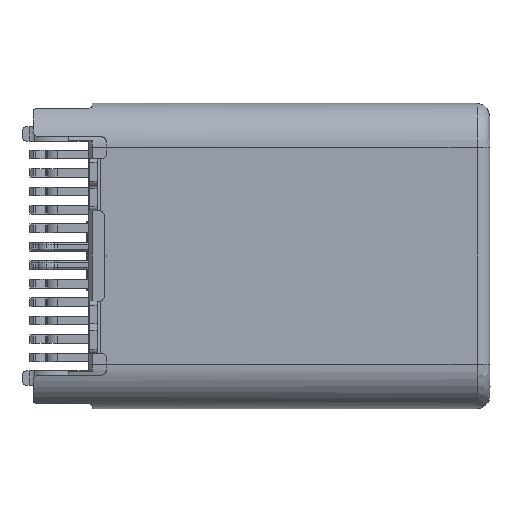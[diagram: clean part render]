
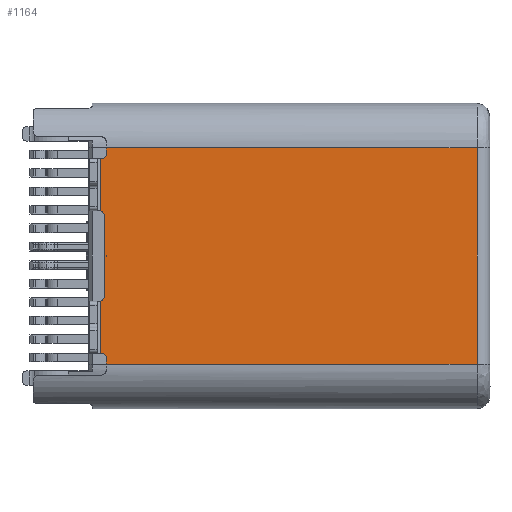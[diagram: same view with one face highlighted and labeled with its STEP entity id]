
A CAD part, front view. The second image highlights one B-rep face of the part: STEP entity #1164.
In plain terms, the highlighted planar face has unit normal (0, -1, 0).
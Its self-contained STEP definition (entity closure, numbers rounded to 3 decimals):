
#78 = LINE ( 'NONE', #37284, #21203 ) ;
#483 = DIRECTION ( 'NONE',  ( 0., 0., 1. ) ) ;
#731 = AXIS2_PLACEMENT_3D ( 'NONE', #885, #5182, #483 ) ;
#885 = CARTESIAN_POINT ( 'NONE',  ( -10.52, -1.2, -2.775 ) ) ;
#1164 = ADVANCED_FACE ( 'NONE', ( #35404 ), #41295, .T. ) ;
#1411 = LINE ( 'NONE', #50864, #51718 ) ;
#2138 = DIRECTION ( 'NONE',  ( 0., 0., -1. ) ) ;
#2199 = VERTEX_POINT ( 'NONE', #30464 ) ;
#2486 = VERTEX_POINT ( 'NONE', #24925 ) ;
#3040 = VECTOR ( 'NONE', #15208, 1000. ) ;
#3465 = AXIS2_PLACEMENT_3D ( 'NONE', #39562, #20368, #11432 ) ;
#4023 = VERTEX_POINT ( 'NONE', #29682 ) ;
#4609 = ORIENTED_EDGE ( 'NONE', *, *, #54474, .F. ) ;
#4629 = EDGE_CURVE ( 'NONE', #34418, #54546, #30433, .T. ) ;
#4873 = CARTESIAN_POINT ( 'NONE',  ( -10.35, -1.2, 2.925 ) ) ;
#5182 = DIRECTION ( 'NONE',  ( 0., 1., 0. ) ) ;
#5547 = EDGE_CURVE ( 'NONE', #50152, #2199, #1411, .T. ) ;
#5856 = CIRCLE ( 'NONE', #46700, 0.15 ) ;
#6052 = CARTESIAN_POINT ( 'NONE',  ( -10.37, -1.2, 2.925 ) ) ;
#6698 = VECTOR ( 'NONE', #51232, 1000. ) ;
#6832 = CARTESIAN_POINT ( 'NONE',  ( -10.37, -1.2, 0. ) ) ;
#7559 = VERTEX_POINT ( 'NONE', #44531 ) ;
#8229 = EDGE_CURVE ( 'NONE', #21907, #4023, #78, .T. ) ;
#8894 = CARTESIAN_POINT ( 'NONE',  ( -10.35, -1.2, 0. ) ) ;
#9959 = VECTOR ( 'NONE', #37043, 1000. ) ;
#10951 = VERTEX_POINT ( 'NONE', #36894 ) ;
#11092 = ORIENTED_EDGE ( 'NONE', *, *, #4629, .T. ) ;
#11432 = DIRECTION ( 'NONE',  ( 0., 0., 1. ) ) ;
#12090 = EDGE_CURVE ( 'NONE', #10951, #37555, #43578, .T. ) ;
#13891 = CARTESIAN_POINT ( 'NONE',  ( -10.57, -1.2, 1.075 ) ) ;
#14322 = LINE ( 'NONE', #6052, #55945 ) ;
#14386 = LINE ( 'NONE', #16589, #16506 ) ;
#14785 = EDGE_CURVE ( 'NONE', #7559, #10951, #35174, .T. ) ;
#15208 = DIRECTION ( 'NONE',  ( 0., 0., -1. ) ) ;
#15359 = EDGE_CURVE ( 'NONE', #26834, #23295, #14322, .T. ) ;
#15473 = EDGE_CURVE ( 'NONE', #16191, #35059, #14386, .T. ) ;
#15972 = DIRECTION ( 'NONE',  ( 0., 0., -1. ) ) ;
#16096 = VECTOR ( 'NONE', #42399, 1000. ) ;
#16191 = VERTEX_POINT ( 'NONE', #32398 ) ;
#16192 = EDGE_CURVE ( 'NONE', #42160, #50152, #57366, .T. ) ;
#16506 = VECTOR ( 'NONE', #2138, 1000. ) ;
#16589 = CARTESIAN_POINT ( 'NONE',  ( -10.42, -1.2, 2.925 ) ) ;
#17404 = VECTOR ( 'NONE', #50247, 1000. ) ;
#18679 = CARTESIAN_POINT ( 'NONE',  ( -10.52, -1.2, 1.216 ) ) ;
#18963 = ORIENTED_EDGE ( 'NONE', *, *, #49153, .T. ) ;
#19006 = CARTESIAN_POINT ( 'NONE',  ( -10.57, -1.2, -1.075 ) ) ;
#19327 = VECTOR ( 'NONE', #48375, 1000. ) ;
#19866 = ORIENTED_EDGE ( 'NONE', *, *, #60315, .T. ) ;
#20368 = DIRECTION ( 'NONE',  ( 0., 1., 0. ) ) ;
#21203 = VECTOR ( 'NONE', #28475, 1000. ) ;
#21522 = EDGE_LOOP ( 'NONE', ( #11092, #29717, #31131, #57073, #4609, #53088, #21896, #43708, #24718, #34062, #54714, #23109, #19866, #46980, #18963, #38004 ) ) ;
#21730 = VECTOR ( 'NONE', #50029, 1000. ) ;
#21896 = ORIENTED_EDGE ( 'NONE', *, *, #12090, .T. ) ;
#21900 = DIRECTION ( 'NONE',  ( 0., -1., 0. ) ) ;
#21907 = VERTEX_POINT ( 'NONE', #24746 ) ;
#22019 = EDGE_CURVE ( 'NONE', #4023, #33599, #43729, .T. ) ;
#22243 = CARTESIAN_POINT ( 'NONE',  ( -10.52, -1.2, 2.925 ) ) ;
#22683 = DIRECTION ( 'NONE',  ( 0., 0., -1. ) ) ;
#22961 = EDGE_CURVE ( 'NONE', #2199, #26834, #41302, .T. ) ;
#23109 = ORIENTED_EDGE ( 'NONE', *, *, #15359, .T. ) ;
#23295 = VERTEX_POINT ( 'NONE', #56447 ) ;
#23560 = CARTESIAN_POINT ( 'NONE',  ( -10.42, -1.2, 1.075 ) ) ;
#24112 = DIRECTION ( 'NONE',  ( 0., 0., -1. ) ) ;
#24718 = ORIENTED_EDGE ( 'NONE', *, *, #16192, .T. ) ;
#24746 = CARTESIAN_POINT ( 'NONE',  ( -10.37, -1.2, -2.925 ) ) ;
#24925 = CARTESIAN_POINT ( 'NONE',  ( -10.52, -1.2, -1.216 ) ) ;
#26834 = VERTEX_POINT ( 'NONE', #6832 ) ;
#26956 = CARTESIAN_POINT ( 'NONE',  ( -0.35, -1.2, 2.925 ) ) ;
#28475 = DIRECTION ( 'NONE',  ( 1., 0., 0. ) ) ;
#28672 = CARTESIAN_POINT ( 'NONE',  ( -10.37, -1.2, -2.775 ) ) ;
#28858 = VECTOR ( 'NONE', #41514, 1000. ) ;
#29682 = CARTESIAN_POINT ( 'NONE',  ( -0.35, -1.2, -2.925 ) ) ;
#29717 = ORIENTED_EDGE ( 'NONE', *, *, #50867, .T. ) ;
#30433 = CIRCLE ( 'NONE', #731, 0.15 ) ;
#30464 = CARTESIAN_POINT ( 'NONE',  ( -10.42, -1.2, 0. ) ) ;
#30748 = CARTESIAN_POINT ( 'NONE',  ( -0.35, -1.2, 2.925 ) ) ;
#31131 = ORIENTED_EDGE ( 'NONE', *, *, #8229, .T. ) ;
#32398 = CARTESIAN_POINT ( 'NONE',  ( -10.42, -1.2, -0.001 ) ) ;
#32872 = DIRECTION ( 'NONE',  ( 0., 1., 0. ) ) ;
#33599 = VERTEX_POINT ( 'NONE', #30748 ) ;
#34062 = ORIENTED_EDGE ( 'NONE', *, *, #5547, .T. ) ;
#34418 = VERTEX_POINT ( 'NONE', #52650 ) ;
#35059 = VERTEX_POINT ( 'NONE', #53958 ) ;
#35174 = LINE ( 'NONE', #47156, #6698 ) ;
#35404 = FACE_OUTER_BOUND ( 'NONE', #21522, .T. ) ;
#35982 = CARTESIAN_POINT ( 'NONE',  ( -10.35, -1.2, 2.925 ) ) ;
#36894 = CARTESIAN_POINT ( 'NONE',  ( -10.37, -1.2, 2.775 ) ) ;
#37043 = DIRECTION ( 'NONE',  ( -1., 0., 0. ) ) ;
#37128 = DIRECTION ( 'NONE',  ( 0., 1., 0. ) ) ;
#37284 = CARTESIAN_POINT ( 'NONE',  ( -10.35, -1.2, -2.925 ) ) ;
#37555 = VERTEX_POINT ( 'NONE', #60559 ) ;
#37817 = LINE ( 'NONE', #22243, #21730 ) ;
#38004 = ORIENTED_EDGE ( 'NONE', *, *, #45785, .T. ) ;
#39560 = CARTESIAN_POINT ( 'NONE',  ( -10.37, -1.2, 2.775 ) ) ;
#39562 = CARTESIAN_POINT ( 'NONE',  ( -10.52, -1.2, 2.775 ) ) ;
#41295 = PLANE ( 'NONE',  #56391 ) ;
#41302 = LINE ( 'NONE', #8894, #28858 ) ;
#41514 = DIRECTION ( 'NONE',  ( 1., 0., 0. ) ) ;
#42160 = VERTEX_POINT ( 'NONE', #18679 ) ;
#42399 = DIRECTION ( 'NONE',  ( 1., 0., 0. ) ) ;
#43578 = CIRCLE ( 'NONE', #3465, 0.15 ) ;
#43582 = CARTESIAN_POINT ( 'NONE',  ( -10.52, -1.2, 2.925 ) ) ;
#43708 = ORIENTED_EDGE ( 'NONE', *, *, #55537, .T. ) ;
#43729 = LINE ( 'NONE', #26956, #17404 ) ;
#44531 = CARTESIAN_POINT ( 'NONE',  ( -10.37, -1.2, 2.925 ) ) ;
#45381 = LINE ( 'NONE', #4873, #16096 ) ;
#45785 = EDGE_CURVE ( 'NONE', #2486, #34418, #54100, .T. ) ;
#46009 = AXIS2_PLACEMENT_3D ( 'NONE', #13891, #37128, #46569 ) ;
#46398 = DIRECTION ( 'NONE',  ( 0., 0., -1. ) ) ;
#46569 = DIRECTION ( 'NONE',  ( 0., 0., -1. ) ) ;
#46700 = AXIS2_PLACEMENT_3D ( 'NONE', #19006, #32872, #24112 ) ;
#46877 = CARTESIAN_POINT ( 'NONE',  ( -10.35, -1.2, -0.001 ) ) ;
#46980 = ORIENTED_EDGE ( 'NONE', *, *, #15473, .T. ) ;
#47156 = CARTESIAN_POINT ( 'NONE',  ( -10.37, -1.2, 2.775 ) ) ;
#48375 = DIRECTION ( 'NONE',  ( 0., 0., -1. ) ) ;
#49153 = EDGE_CURVE ( 'NONE', #35059, #2486, #5856, .T. ) ;
#50029 = DIRECTION ( 'NONE',  ( 0., 0., -1. ) ) ;
#50039 = LINE ( 'NONE', #39560, #19327 ) ;
#50152 = VERTEX_POINT ( 'NONE', #23560 ) ;
#50247 = DIRECTION ( 'NONE',  ( 0., 0., 1. ) ) ;
#50864 = CARTESIAN_POINT ( 'NONE',  ( -10.42, -1.2, 2.925 ) ) ;
#50867 = EDGE_CURVE ( 'NONE', #54546, #21907, #50039, .T. ) ;
#51232 = DIRECTION ( 'NONE',  ( 0., 0., -1. ) ) ;
#51718 = VECTOR ( 'NONE', #46398, 1000. ) ;
#52650 = CARTESIAN_POINT ( 'NONE',  ( -10.52, -1.2, -2.625 ) ) ;
#53088 = ORIENTED_EDGE ( 'NONE', *, *, #14785, .T. ) ;
#53958 = CARTESIAN_POINT ( 'NONE',  ( -10.42, -1.2, -1.075 ) ) ;
#54100 = LINE ( 'NONE', #43582, #3040 ) ;
#54474 = EDGE_CURVE ( 'NONE', #7559, #33599, #45381, .T. ) ;
#54546 = VERTEX_POINT ( 'NONE', #28672 ) ;
#54714 = ORIENTED_EDGE ( 'NONE', *, *, #22961, .T. ) ;
#55537 = EDGE_CURVE ( 'NONE', #37555, #42160, #37817, .T. ) ;
#55945 = VECTOR ( 'NONE', #15972, 1000. ) ;
#56391 = AXIS2_PLACEMENT_3D ( 'NONE', #35982, #21900, #22683 ) ;
#56447 = CARTESIAN_POINT ( 'NONE',  ( -10.37, -1.2, -0.001 ) ) ;
#57073 = ORIENTED_EDGE ( 'NONE', *, *, #22019, .T. ) ;
#57366 = CIRCLE ( 'NONE', #46009, 0.15 ) ;
#59602 = LINE ( 'NONE', #46877, #9959 ) ;
#60315 = EDGE_CURVE ( 'NONE', #23295, #16191, #59602, .T. ) ;
#60559 = CARTESIAN_POINT ( 'NONE',  ( -10.52, -1.2, 2.625 ) ) ;
